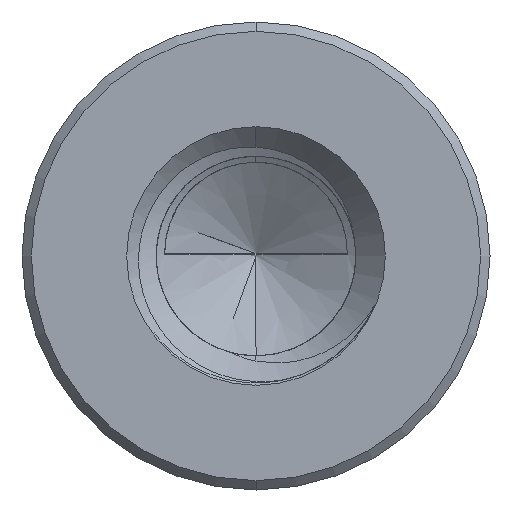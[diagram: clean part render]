
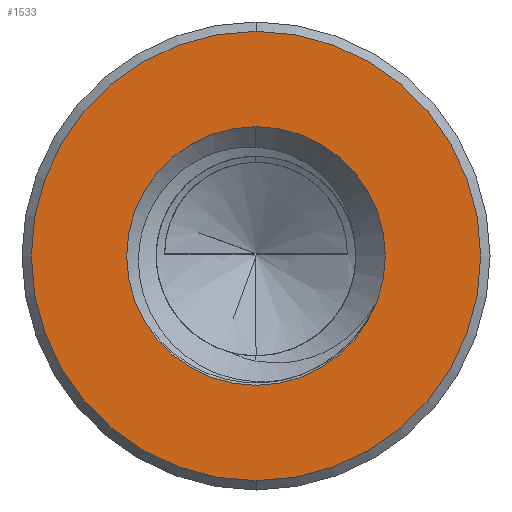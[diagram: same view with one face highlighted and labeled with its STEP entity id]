
A CAD part, front view. The second image highlights one B-rep face of the part: STEP entity #1533.
In plain terms, the highlighted planar face has unit normal (0, -1, 0).
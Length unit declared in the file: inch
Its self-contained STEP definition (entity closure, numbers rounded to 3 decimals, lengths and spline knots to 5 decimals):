
#184 = AXIS2_PLACEMENT_3D ( 'NONE', #6154, #3458, #5547 ) ;
#319 = AXIS2_PLACEMENT_3D ( 'NONE', #615, #6128, #1256 ) ;
#339 = CARTESIAN_POINT ( 'NONE',  ( 0., 0., 0. ) ) ;
#350 = FACE_BOUND ( 'NONE', #4493, .T. ) ;
#615 = CARTESIAN_POINT ( 'NONE',  ( 0., 0., 0. ) ) ;
#781 = VERTEX_POINT ( 'NONE', #4338 ) ;
#848 = DIRECTION ( 'NONE',  ( 0., 1., 0. ) ) ;
#1256 = DIRECTION ( 'NONE',  ( 0., 0., 1. ) ) ;
#1340 = EDGE_CURVE ( 'NONE', #5867, #781, #4893, .T. ) ;
#1365 = EDGE_CURVE ( 'NONE', #6386, #4180, #5583, .T. ) ;
#1424 = PLANE ( 'NONE',  #5509 ) ;
#1533 = ADVANCED_FACE ( 'NONE', ( #350, #2502 ), #1424, .F. ) ;
#1939 = AXIS2_PLACEMENT_3D ( 'NONE', #339, #4194, #2578 ) ;
#2060 = ORIENTED_EDGE ( 'NONE', *, *, #1365, .T. ) ;
#2085 = EDGE_LOOP ( 'NONE', ( #3950, #5814 ) ) ;
#2392 = DIRECTION ( 'NONE',  ( 0., 0., 1. ) ) ;
#2502 = FACE_OUTER_BOUND ( 'NONE', #2085, .T. ) ;
#2578 = DIRECTION ( 'NONE',  ( 0., 0., 1. ) ) ;
#3097 = CIRCLE ( 'NONE', #5522, 0.11985 ) ;
#3458 = DIRECTION ( 'NONE',  ( 0., 1., 0. ) ) ;
#3667 = CARTESIAN_POINT ( 'NONE',  ( 0., 0., 0. ) ) ;
#3787 = CIRCLE ( 'NONE', #1939, 0.069 ) ;
#3950 = ORIENTED_EDGE ( 'NONE', *, *, #1340, .T. ) ;
#4180 = VERTEX_POINT ( 'NONE', #5149 ) ;
#4194 = DIRECTION ( 'NONE',  ( 0., 1., 0. ) ) ;
#4338 = CARTESIAN_POINT ( 'NONE',  ( 0., 0., -0.11985 ) ) ;
#4493 = EDGE_LOOP ( 'NONE', ( #6075, #2060 ) ) ;
#4638 = DIRECTION ( 'NONE',  ( 0., -1., 0. ) ) ;
#4893 = CIRCLE ( 'NONE', #319, 0.11985 ) ;
#4938 = CARTESIAN_POINT ( 'NONE',  ( 0., 0., 0.11985 ) ) ;
#5149 = CARTESIAN_POINT ( 'NONE',  ( 0., 0., -0.069 ) ) ;
#5509 = AXIS2_PLACEMENT_3D ( 'NONE', #3667, #848, #6308 ) ;
#5522 = AXIS2_PLACEMENT_3D ( 'NONE', #6745, #4638, #2392 ) ;
#5547 = DIRECTION ( 'NONE',  ( 0., 0., 1. ) ) ;
#5583 = CIRCLE ( 'NONE', #184, 0.069 ) ;
#5814 = ORIENTED_EDGE ( 'NONE', *, *, #6126, .T. ) ;
#5867 = VERTEX_POINT ( 'NONE', #4938 ) ;
#5914 = CARTESIAN_POINT ( 'NONE',  ( 0., 0., 0.069 ) ) ;
#6075 = ORIENTED_EDGE ( 'NONE', *, *, #6259, .T. ) ;
#6126 = EDGE_CURVE ( 'NONE', #781, #5867, #3097, .T. ) ;
#6128 = DIRECTION ( 'NONE',  ( 0., -1., 0. ) ) ;
#6154 = CARTESIAN_POINT ( 'NONE',  ( 0., 0., 0. ) ) ;
#6259 = EDGE_CURVE ( 'NONE', #4180, #6386, #3787, .T. ) ;
#6308 = DIRECTION ( 'NONE',  ( 0., 0., 1. ) ) ;
#6386 = VERTEX_POINT ( 'NONE', #5914 ) ;
#6745 = CARTESIAN_POINT ( 'NONE',  ( 0., 0., 0. ) ) ;
